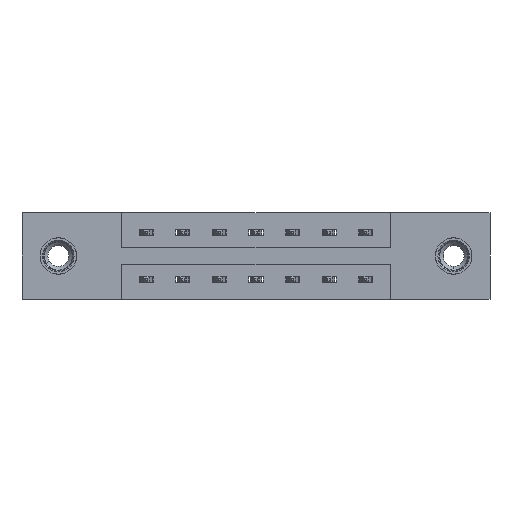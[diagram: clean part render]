
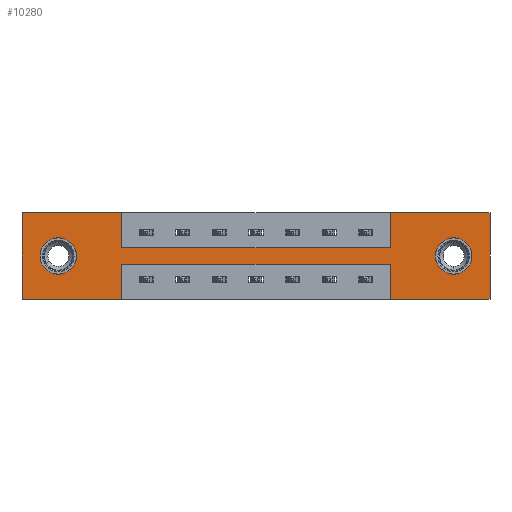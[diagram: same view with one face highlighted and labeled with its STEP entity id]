
A CAD part, front view. The second image highlights one B-rep face of the part: STEP entity #10280.
In plain terms, the highlighted planar face has unit normal (0, -1, 0).
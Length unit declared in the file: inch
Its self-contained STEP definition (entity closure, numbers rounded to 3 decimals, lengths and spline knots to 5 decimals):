
#6 = ORIENTED_EDGE ( 'NONE', *, *, #9745, .F. ) ;
#151 = VECTOR ( 'NONE', #5369, 39.37008 ) ;
#213 = VECTOR ( 'NONE', #5351, 39.37008 ) ;
#354 = VERTEX_POINT ( 'NONE', #7304 ) ;
#382 = VERTEX_POINT ( 'NONE', #6780 ) ;
#451 = LINE ( 'NONE', #7839, #5381 ) ;
#452 = AXIS2_PLACEMENT_3D ( 'NONE', #8849, #3640, #9646 ) ;
#453 = EDGE_CURVE ( 'NONE', #11068, #7726, #3882, .T. ) ;
#495 = CARTESIAN_POINT ( 'NONE',  ( 0.425, 0., -0.22 ) ) ;
#752 = CIRCLE ( 'NONE', #452, 0.078 ) ;
#871 = EDGE_CURVE ( 'NONE', #9744, #6013, #2258, .T. ) ;
#925 = ORIENTED_EDGE ( 'NONE', *, *, #7764, .F. ) ;
#1418 = FACE_BOUND ( 'NONE', #5231, .T. ) ;
#1499 = ORIENTED_EDGE ( 'NONE', *, *, #10053, .T. ) ;
#1590 = CARTESIAN_POINT ( 'NONE',  ( 0.155, 0., -0.263 ) ) ;
#1638 = CARTESIAN_POINT ( 'NONE',  ( 0.425, 0., 0. ) ) ;
#1663 = ORIENTED_EDGE ( 'NONE', *, *, #4586, .F. ) ;
#1677 = CARTESIAN_POINT ( 'NONE',  ( 0., 0., 0. ) ) ;
#1763 = CARTESIAN_POINT ( 'NONE',  ( 1.573, 0., 0. ) ) ;
#1775 = CARTESIAN_POINT ( 'NONE',  ( 0.425, 0., -0.15 ) ) ;
#1791 = ORIENTED_EDGE ( 'NONE', *, *, #7405, .T. ) ;
#1944 = CARTESIAN_POINT ( 'NONE',  ( 1.998, 0., -0.37 ) ) ;
#1946 = ORIENTED_EDGE ( 'NONE', *, *, #7889, .F. ) ;
#1984 = VECTOR ( 'NONE', #8121, 39.37008 ) ;
#2082 = CARTESIAN_POINT ( 'NONE',  ( 1.843, 0., -0.185 ) ) ;
#2151 = ORIENTED_EDGE ( 'NONE', *, *, #9823, .F. ) ;
#2155 = VECTOR ( 'NONE', #6031, 39.37008 ) ;
#2204 = CARTESIAN_POINT ( 'NONE',  ( 0.155, 0., -0.107 ) ) ;
#2258 = LINE ( 'NONE', #10212, #1984 ) ;
#2570 = EDGE_CURVE ( 'NONE', #6137, #7940, #7478, .T. ) ;
#2579 = ORIENTED_EDGE ( 'NONE', *, *, #9246, .F. ) ;
#2833 = VERTEX_POINT ( 'NONE', #9255 ) ;
#3012 = DIRECTION ( 'NONE',  ( 0., 0., -1. ) ) ;
#3357 = VERTEX_POINT ( 'NONE', #8254 ) ;
#3376 = EDGE_CURVE ( 'NONE', #4604, #9744, #3803, .T. ) ;
#3454 = CARTESIAN_POINT ( 'NONE',  ( 0., 0., 0. ) ) ;
#3640 = DIRECTION ( 'NONE',  ( 0., 1., 0. ) ) ;
#3724 = CARTESIAN_POINT ( 'NONE',  ( 1.843, 0., -0.263 ) ) ;
#3803 = LINE ( 'NONE', #9809, #11025 ) ;
#3882 = CIRCLE ( 'NONE', #10739, 0.078 ) ;
#4016 = ORIENTED_EDGE ( 'NONE', *, *, #871, .F. ) ;
#4133 = DIRECTION ( 'NONE',  ( 0., 0., 1. ) ) ;
#4175 = EDGE_LOOP ( 'NONE', ( #1946, #5280, #925, #1663, #6624, #6, #2151, #2579, #4016, #7465, #7303, #7034 ) ) ;
#4182 = CARTESIAN_POINT ( 'NONE',  ( 1.998, 0., 0. ) ) ;
#4201 = LINE ( 'NONE', #1763, #6338 ) ;
#4213 = VECTOR ( 'NONE', #10909, 39.37008 ) ;
#4312 = CARTESIAN_POINT ( 'NONE',  ( 0.155, 0., -0.185 ) ) ;
#4484 = DIRECTION ( 'NONE',  ( 0., 0., 1. ) ) ;
#4544 = CARTESIAN_POINT ( 'NONE',  ( 0., 0., -0.37 ) ) ;
#4586 = EDGE_CURVE ( 'NONE', #4741, #3357, #6088, .T. ) ;
#4604 = VERTEX_POINT ( 'NONE', #5338 ) ;
#4639 = LINE ( 'NONE', #4182, #2155 ) ;
#4741 = VERTEX_POINT ( 'NONE', #1944 ) ;
#4861 = CARTESIAN_POINT ( 'NONE',  ( 0.155, 0., -0.185 ) ) ;
#4910 = DIRECTION ( 'NONE',  ( 0., 1., 0. ) ) ;
#5193 = PLANE ( 'NONE',  #8634 ) ;
#5231 = EDGE_LOOP ( 'NONE', ( #7203, #10811 ) ) ;
#5237 = DIRECTION ( 'NONE',  ( 0., -1., 0. ) ) ;
#5280 = ORIENTED_EDGE ( 'NONE', *, *, #8368, .F. ) ;
#5338 = CARTESIAN_POINT ( 'NONE',  ( 0., 0., 0. ) ) ;
#5351 = DIRECTION ( 'NONE',  ( -1., 0., 0. ) ) ;
#5369 = DIRECTION ( 'NONE',  ( 1., 0., 0. ) ) ;
#5381 = VECTOR ( 'NONE', #10950, 39.37008 ) ;
#5414 = CARTESIAN_POINT ( 'NONE',  ( 0., 0., -0.37 ) ) ;
#5434 = DIRECTION ( 'NONE',  ( -1., 0., 0. ) ) ;
#5490 = VERTEX_POINT ( 'NONE', #8742 ) ;
#5641 = VERTEX_POINT ( 'NONE', #3724 ) ;
#5787 = DIRECTION ( 'NONE',  ( 0., 0., 1. ) ) ;
#5979 = CARTESIAN_POINT ( 'NONE',  ( 1.573, 0., -0.37 ) ) ;
#6013 = VERTEX_POINT ( 'NONE', #6205 ) ;
#6031 = DIRECTION ( 'NONE',  ( 0., 0., -1. ) ) ;
#6056 = FACE_OUTER_BOUND ( 'NONE', #4175, .T. ) ;
#6067 = LINE ( 'NONE', #1775, #10129 ) ;
#6088 = LINE ( 'NONE', #5414, #6622 ) ;
#6137 = VERTEX_POINT ( 'NONE', #9638 ) ;
#6205 = CARTESIAN_POINT ( 'NONE',  ( 0.425, 0., -0.15 ) ) ;
#6338 = VECTOR ( 'NONE', #8838, 39.37008 ) ;
#6622 = VECTOR ( 'NONE', #5434, 39.37008 ) ;
#6624 = ORIENTED_EDGE ( 'NONE', *, *, #8945, .F. ) ;
#6780 = CARTESIAN_POINT ( 'NONE',  ( 1.998, 0., 0. ) ) ;
#7034 = ORIENTED_EDGE ( 'NONE', *, *, #2570, .F. ) ;
#7203 = ORIENTED_EDGE ( 'NONE', *, *, #7629, .T. ) ;
#7250 = LINE ( 'NONE', #1677, #9054 ) ;
#7303 = ORIENTED_EDGE ( 'NONE', *, *, #9776, .F. ) ;
#7304 = CARTESIAN_POINT ( 'NONE',  ( 1.573, 0., -0.15 ) ) ;
#7405 = EDGE_CURVE ( 'NONE', #5641, #2833, #752, .T. ) ;
#7465 = ORIENTED_EDGE ( 'NONE', *, *, #3376, .F. ) ;
#7478 = LINE ( 'NONE', #4544, #213 ) ;
#7629 = EDGE_CURVE ( 'NONE', #7726, #11068, #10405, .T. ) ;
#7726 = VERTEX_POINT ( 'NONE', #2204 ) ;
#7764 = EDGE_CURVE ( 'NONE', #3357, #5490, #8688, .T. ) ;
#7839 = CARTESIAN_POINT ( 'NONE',  ( 0.425, 0., -0.37 ) ) ;
#7886 = EDGE_LOOP ( 'NONE', ( #1499, #1791 ) ) ;
#7889 = EDGE_CURVE ( 'NONE', #8234, #6137, #451, .T. ) ;
#7940 = VERTEX_POINT ( 'NONE', #8695 ) ;
#8121 = DIRECTION ( 'NONE',  ( 0., 0., -1. ) ) ;
#8234 = VERTEX_POINT ( 'NONE', #9999 ) ;
#8254 = CARTESIAN_POINT ( 'NONE',  ( 1.573, 0., -0.37 ) ) ;
#8308 = AXIS2_PLACEMENT_3D ( 'NONE', #2082, #8322, #3012 ) ;
#8322 = DIRECTION ( 'NONE',  ( 0., 1., 0. ) ) ;
#8368 = EDGE_CURVE ( 'NONE', #5490, #8234, #8803, .T. ) ;
#8538 = FACE_BOUND ( 'NONE', #7886, .T. ) ;
#8624 = CARTESIAN_POINT ( 'NONE',  ( 0., 0., -0.37 ) ) ;
#8634 = AXIS2_PLACEMENT_3D ( 'NONE', #8624, #5237, #10967 ) ;
#8688 = LINE ( 'NONE', #5979, #10778 ) ;
#8695 = CARTESIAN_POINT ( 'NONE',  ( 0., 0., -0.37 ) ) ;
#8742 = CARTESIAN_POINT ( 'NONE',  ( 1.573, 0., -0.22 ) ) ;
#8803 = LINE ( 'NONE', #495, #4213 ) ;
#8812 = AXIS2_PLACEMENT_3D ( 'NONE', #4861, #10669, #5787 ) ;
#8838 = DIRECTION ( 'NONE',  ( 0., 0., 1. ) ) ;
#8849 = CARTESIAN_POINT ( 'NONE',  ( 1.843, 0., -0.185 ) ) ;
#8945 = EDGE_CURVE ( 'NONE', #382, #4741, #4639, .T. ) ;
#9054 = VECTOR ( 'NONE', #4484, 39.37008 ) ;
#9246 = EDGE_CURVE ( 'NONE', #6013, #354, #6067, .T. ) ;
#9255 = CARTESIAN_POINT ( 'NONE',  ( 1.843, 0., -0.107 ) ) ;
#9393 = LINE ( 'NONE', #3454, #151 ) ;
#9638 = CARTESIAN_POINT ( 'NONE',  ( 0.425, 0., -0.37 ) ) ;
#9644 = DIRECTION ( 'NONE',  ( 1., 0., 0. ) ) ;
#9646 = DIRECTION ( 'NONE',  ( 0., 0., -1. ) ) ;
#9744 = VERTEX_POINT ( 'NONE', #1638 ) ;
#9745 = EDGE_CURVE ( 'NONE', #9910, #382, #9393, .T. ) ;
#9776 = EDGE_CURVE ( 'NONE', #7940, #4604, #7250, .T. ) ;
#9801 = DIRECTION ( 'NONE',  ( 1., 0., 0. ) ) ;
#9809 = CARTESIAN_POINT ( 'NONE',  ( 0., 0., 0. ) ) ;
#9823 = EDGE_CURVE ( 'NONE', #354, #9910, #4201, .T. ) ;
#9910 = VERTEX_POINT ( 'NONE', #10473 ) ;
#9999 = CARTESIAN_POINT ( 'NONE',  ( 0.425, 0., -0.22 ) ) ;
#10053 = EDGE_CURVE ( 'NONE', #2833, #5641, #10489, .T. ) ;
#10129 = VECTOR ( 'NONE', #9644, 39.37008 ) ;
#10212 = CARTESIAN_POINT ( 'NONE',  ( 0.425, 0., 0. ) ) ;
#10280 = ADVANCED_FACE ( 'NONE', ( #8538, #1418, #6056 ), #5193, .T. ) ;
#10405 = CIRCLE ( 'NONE', #8812, 0.078 ) ;
#10427 = DIRECTION ( 'NONE',  ( 0., 0., 1. ) ) ;
#10473 = CARTESIAN_POINT ( 'NONE',  ( 1.573, 0., 0. ) ) ;
#10489 = CIRCLE ( 'NONE', #8308, 0.078 ) ;
#10669 = DIRECTION ( 'NONE',  ( 0., 1., 0. ) ) ;
#10739 = AXIS2_PLACEMENT_3D ( 'NONE', #4312, #4910, #10427 ) ;
#10778 = VECTOR ( 'NONE', #4133, 39.37008 ) ;
#10811 = ORIENTED_EDGE ( 'NONE', *, *, #453, .T. ) ;
#10909 = DIRECTION ( 'NONE',  ( -1., 0., 0. ) ) ;
#10950 = DIRECTION ( 'NONE',  ( 0., 0., -1. ) ) ;
#10967 = DIRECTION ( 'NONE',  ( 0., 0., -1. ) ) ;
#11025 = VECTOR ( 'NONE', #9801, 39.37008 ) ;
#11068 = VERTEX_POINT ( 'NONE', #1590 ) ;
